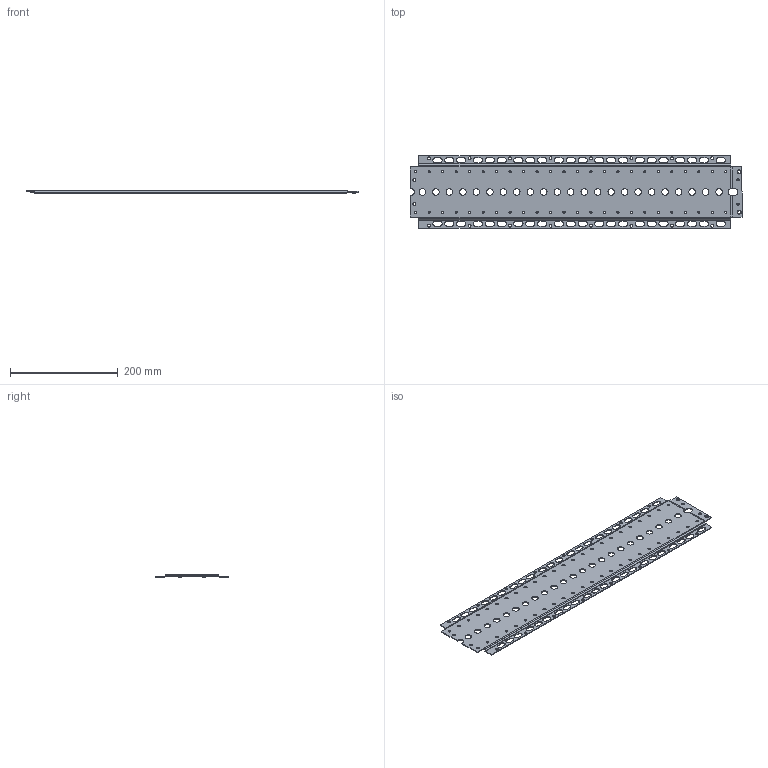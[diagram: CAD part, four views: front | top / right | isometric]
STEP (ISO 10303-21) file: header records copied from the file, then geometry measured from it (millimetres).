
FILE_DESCRIPTION (( 'STEP AP203' ), '1' );
FILE_NAME ('200023+44050000.STEP', '2017-03-09T05:44:56', ( '' ), ( '' ), 'SwSTEP 2.0', 'SolidWorks 2016', '' );
FILE_SCHEMA (( 'CONFIG_CONTROL_DESIGN' ));
Length unit declared in the file: millimetre
Products named in the file (1): 200023+44050000
Bounding box: 615.5 x 135 x 5 mm (x, y, z)
Volume: 111161.6 mm3; surface area: 157202.8 mm2
Topology: 1 solids, 1 shells, 423 faces, 1118 edges, 745 vertices
Faces by surface type: cylinder 200, plane 171, cone 52
Full cylindrical faces by diameter (mm): 4 x50, 5.4 x18, 6.2 x2, 12 x23
Entity records: 13197 total; most frequent: DIRECTION 2312, CARTESIAN_POINT 2166, ORIENTED_EDGE 1940, EDGE_CURVE 970, AXIS2_PLACEMENT_3D 924, EDGE_LOOP 892, VERTEX_POINT 742, FACE_OUTER_BOUND 516
